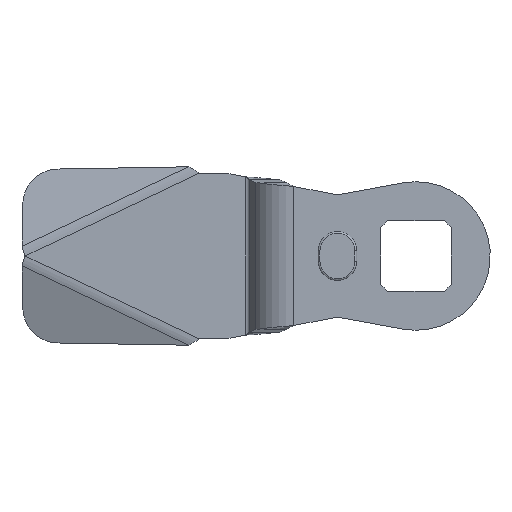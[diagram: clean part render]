
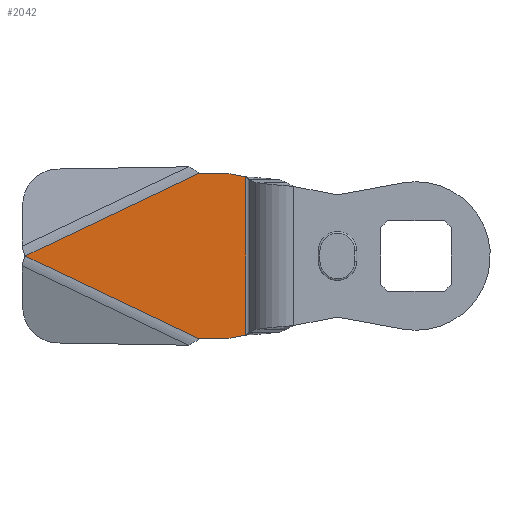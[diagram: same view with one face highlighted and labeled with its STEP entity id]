
A CAD part, front view. The second image highlights one B-rep face of the part: STEP entity #2042.
In plain terms, the highlighted planar face has unit normal (0, -1, 0).
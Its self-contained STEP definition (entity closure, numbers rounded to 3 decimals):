
#455=DIRECTION('',(-0.982,0.,-0.189));
#456=VECTOR('',#455,2.304);
#457=CARTESIAN_POINT('',(-19.513,0.049,
-9.065));
#458=LINE('',#457,#456);
#462=DIRECTION('',(-1.,0.,0.));
#463=VECTOR('',#462,3.);
#464=CARTESIAN_POINT('',(-21.776,0.049,-9.5));
#465=LINE('',#464,#463);
#469=DIRECTION('',(0.903,0.,-0.429));
#470=VECTOR('',#469,22.142);
#471=CARTESIAN_POINT('',(-44.776,0.049,0.));
#472=LINE('',#471,#470);
#476=DIRECTION('',(0.903,0.,0.429));
#477=VECTOR('',#476,22.142);
#478=CARTESIAN_POINT('',(-44.776,0.049,0.));
#479=LINE('',#478,#477);
#483=DIRECTION('',(1.,0.,0.));
#484=VECTOR('',#483,3.);
#485=CARTESIAN_POINT('',(-24.776,0.049,9.5));
#486=LINE('',#485,#484);
#490=DIRECTION('',(0.982,0.,-0.189));
#491=VECTOR('',#490,2.304);
#492=CARTESIAN_POINT('',(-21.776,0.049,9.5));
#493=LINE('',#492,#491);
#497=DIRECTION('',(0.,0.,-1.));
#498=VECTOR('',#497,18.13);
#499=CARTESIAN_POINT('',(-19.513,0.049,9.065));
#500=LINE('',#499,#498);
#1178=CARTESIAN_POINT('',(-21.776,0.049,-9.5));
#1180=VERTEX_POINT('',#1178);
#1182=CARTESIAN_POINT('',(-21.776,0.049,9.5));
#1184=VERTEX_POINT('',#1182);
#1203=CARTESIAN_POINT('',(-24.776,0.049,-9.5));
#1204=VERTEX_POINT('',#1203);
#1215=CARTESIAN_POINT('',(-24.776,0.049,9.5));
#1216=VERTEX_POINT('',#1215);
#1223=CARTESIAN_POINT('',(-44.776,0.049,0.));
#1224=VERTEX_POINT('',#1223);
#1253=CARTESIAN_POINT('',(-19.513,0.049,
9.065));
#1254=CARTESIAN_POINT('',(-19.513,0.049,
-9.065));
#1255=VERTEX_POINT('',#1253);
#1256=VERTEX_POINT('',#1254);
#2025=CARTESIAN_POINT('',(0.224,0.049,0.));
#2026=DIRECTION('',(0.,1.,0.));
#2027=DIRECTION('',(1.,0.,0.));
#2028=AXIS2_PLACEMENT_3D('',#2025,#2026,#2027);
#2029=PLANE('',#2028);
#2031=ORIENTED_EDGE('',*,*,#2030,.T.);
#2032=ORIENTED_EDGE('',*,*,#1769,.T.);
#2033=ORIENTED_EDGE('',*,*,#1781,.T.);
#2035=ORIENTED_EDGE('',*,*,#2034,.F.);
#2037=ORIENTED_EDGE('',*,*,#2036,.T.);
#2038=ORIENTED_EDGE('',*,*,#2020,.T.);
#2039=ORIENTED_EDGE('',*,*,#1470,.T.);
#2040=EDGE_LOOP('',(#2031,#2032,#2033,#2035,#2037,#2038,#2039));
#2041=FACE_OUTER_BOUND('',#2040,.F.);
#2042=ADVANCED_FACE('',(#2041),#2029,.F.);
#1470=EDGE_CURVE('',#1184,#1255,#493,.T.);
#1769=EDGE_CURVE('',#1256,#1180,#458,.T.);
#1781=EDGE_CURVE('',#1180,#1204,#465,.T.);
#2020=EDGE_CURVE('',#1216,#1184,#486,.T.);
#2030=EDGE_CURVE('',#1255,#1256,#500,.T.);
#2034=EDGE_CURVE('',#1224,#1204,#472,.T.);
#2036=EDGE_CURVE('',#1224,#1216,#479,.T.);
